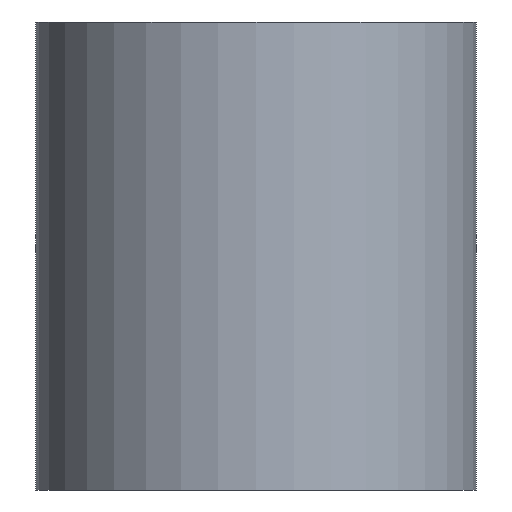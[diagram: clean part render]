
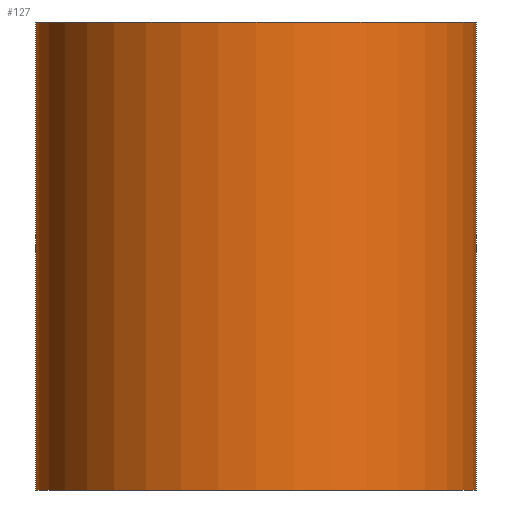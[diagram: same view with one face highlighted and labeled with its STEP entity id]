
A CAD part, front view. The second image highlights one B-rep face of the part: STEP entity #127.
In plain terms, the highlighted cylindrical face has radius 4 mm (diameter 8 mm), a partial arc.
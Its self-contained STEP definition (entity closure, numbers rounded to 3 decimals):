
#2 = DIRECTION ( 'NONE',  ( 0., 0., 1. ) ) ;
#7 = AXIS2_PLACEMENT_3D ( 'NONE', #174, #2, #14 ) ;
#11 = CARTESIAN_POINT ( 'NONE',  ( -4., 0., 8.5 ) ) ;
#13 = DIRECTION ( 'NONE',  ( 0., 0., -1. ) ) ;
#14 = DIRECTION ( 'NONE',  ( 1., 0., 0. ) ) ;
#23 = LINE ( 'NONE', #11, #158 ) ;
#24 = CARTESIAN_POINT ( 'NONE',  ( 4., 0., 8.5 ) ) ;
#36 = ORIENTED_EDGE ( 'NONE', *, *, #116, .F. ) ;
#41 = DIRECTION ( 'NONE',  ( 0., 0., -1. ) ) ;
#42 = AXIS2_PLACEMENT_3D ( 'NONE', #154, #105, #183 ) ;
#49 = VERTEX_POINT ( 'NONE', #141 ) ;
#56 = CARTESIAN_POINT ( 'NONE',  ( 4., 0., 8.5 ) ) ;
#58 = AXIS2_PLACEMENT_3D ( 'NONE', #119, #41, #90 ) ;
#68 = EDGE_CURVE ( 'NONE', #194, #70, #89, .T. ) ;
#69 = ORIENTED_EDGE ( 'NONE', *, *, #68, .F. ) ;
#70 = VERTEX_POINT ( 'NONE', #56 ) ;
#89 = CIRCLE ( 'NONE', #7, 4. ) ;
#90 = DIRECTION ( 'NONE',  ( -1., 0., 0. ) ) ;
#91 = DIRECTION ( 'NONE',  ( 0., 0., -1. ) ) ;
#92 = FACE_OUTER_BOUND ( 'NONE', #131, .T. ) ;
#105 = DIRECTION ( 'NONE',  ( 0., 0., 1. ) ) ;
#112 = ORIENTED_EDGE ( 'NONE', *, *, #129, .T. ) ;
#116 = EDGE_CURVE ( 'NONE', #70, #49, #187, .T. ) ;
#118 = ORIENTED_EDGE ( 'NONE', *, *, #143, .T. ) ;
#119 = CARTESIAN_POINT ( 'NONE',  ( 0., 0., 8.5 ) ) ;
#127 = ADVANCED_FACE ( 'NONE', ( #92 ), #168, .T. ) ;
#128 = CARTESIAN_POINT ( 'NONE',  ( -4., 0., 8.5 ) ) ;
#129 = EDGE_CURVE ( 'NONE', #177, #49, #142, .T. ) ;
#131 = EDGE_LOOP ( 'NONE', ( #36, #69, #118, #112 ) ) ;
#141 = CARTESIAN_POINT ( 'NONE',  ( 4., 0., 0. ) ) ;
#142 = CIRCLE ( 'NONE', #42, 4. ) ;
#143 = EDGE_CURVE ( 'NONE', #194, #177, #23, .T. ) ;
#149 = VECTOR ( 'NONE', #91, 1000. ) ;
#154 = CARTESIAN_POINT ( 'NONE',  ( 0., 0., 0. ) ) ;
#158 = VECTOR ( 'NONE', #13, 1000. ) ;
#163 = CARTESIAN_POINT ( 'NONE',  ( -4., 0., 0. ) ) ;
#168 = CYLINDRICAL_SURFACE ( 'NONE', #58, 4. ) ;
#174 = CARTESIAN_POINT ( 'NONE',  ( 0., 0., 8.5 ) ) ;
#177 = VERTEX_POINT ( 'NONE', #163 ) ;
#183 = DIRECTION ( 'NONE',  ( 1., 0., 0. ) ) ;
#187 = LINE ( 'NONE', #24, #149 ) ;
#194 = VERTEX_POINT ( 'NONE', #128 ) ;
